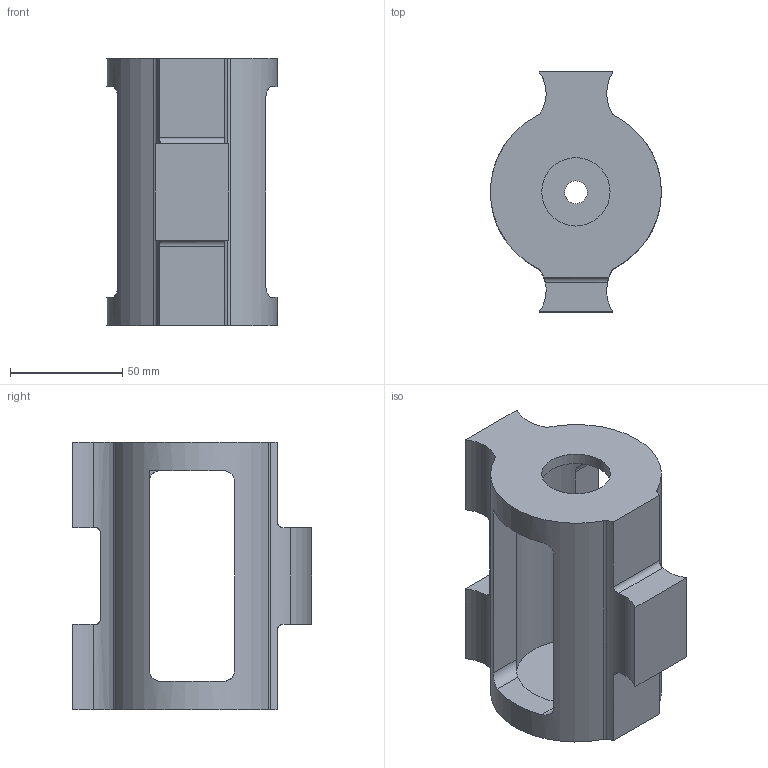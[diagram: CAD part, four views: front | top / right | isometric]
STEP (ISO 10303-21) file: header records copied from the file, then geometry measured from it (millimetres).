
FILE_DESCRIPTION (( 'STEP AP203' ), '1' );
FILE_NAME ('LD Underbite 3lb Weapon for V2.STEP', '2024-04-13T05:34:18', ( '' ), ( '' ), 'SwSTEP 2.0', 'SolidWorks 2022', '' );
FILE_SCHEMA (( 'CONFIG_CONTROL_DESIGN' ));
Length unit declared in the file: inch
Products named in the file (1): LD Underbite 3lb Weapon for V2
Bounding box: 76.1 x 106.93 x 119.38 mm (x, y, z)
Volume: 282695.3 mm3; surface area: 58188.5 mm2
Topology: 1 solids, 1 shells, 53 faces, 156 edges, 104 vertices
Faces by surface type: cylinder 31, plane 22
Entity records: 2209 total; most frequent: CARTESIAN_POINT 684, ORIENTED_EDGE 312, DIRECTION 304, EDGE_CURVE 156, AXIS2_PLACEMENT_3D 116, VERTEX_POINT 104, LINE 72, VECTOR 72
